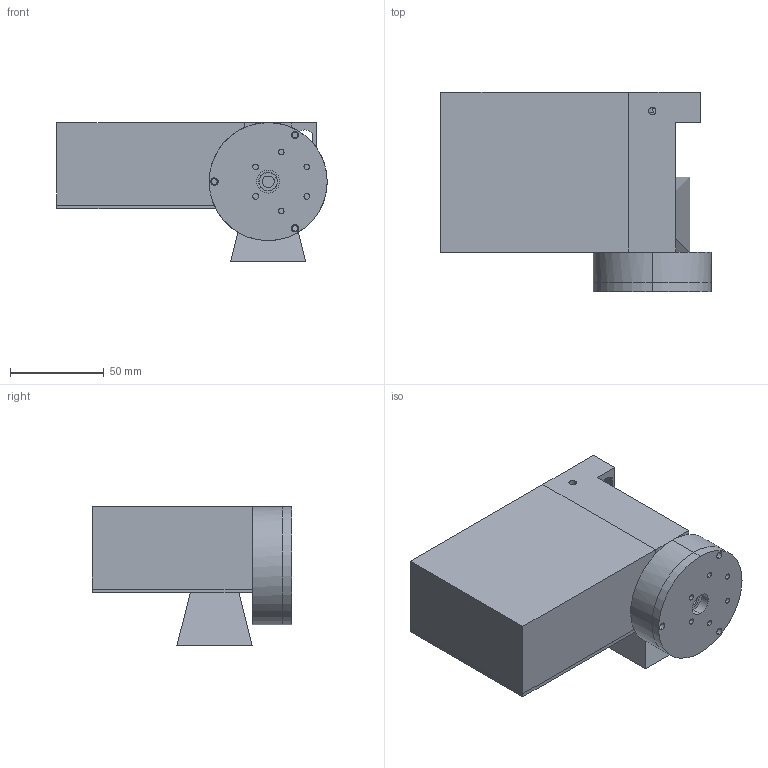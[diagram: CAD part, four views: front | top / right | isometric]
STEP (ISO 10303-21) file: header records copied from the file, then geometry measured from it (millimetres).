
FILE_DESCRIPTION (( 'STEP AP214' ), '1' );
FILE_NAME ('disp.STEP', '2024-01-30T00:48:58', ( '' ), ( '' ), 'SwSTEP 2.0', 'SolidWorks 2023', '' );
FILE_SCHEMA (( 'AUTOMOTIVE_DESIGN' ));
Length unit declared in the file: millimetre
Products named in the file (1): disp
Bounding box: 143.91 x 106 x 73.92 mm (x, y, z)
Volume: 211022.6 mm3; surface area: 111280.2 mm2
Topology: 5 solids, 5 shells, 187 faces, 483 edges, 318 vertices
Faces by surface type: cylinder 105, plane 75, bspline 7
Entity records: 10172 total; most frequent: CARTESIAN_POINT 5598, ORIENTED_EDGE 966, DIRECTION 906, EDGE_CURVE 483, AXIS2_PLACEMENT_3D 329, VERTEX_POINT 318, LINE 248, VECTOR 248
